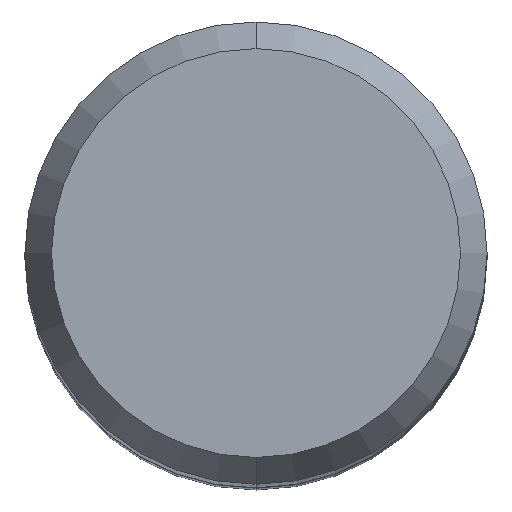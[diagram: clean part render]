
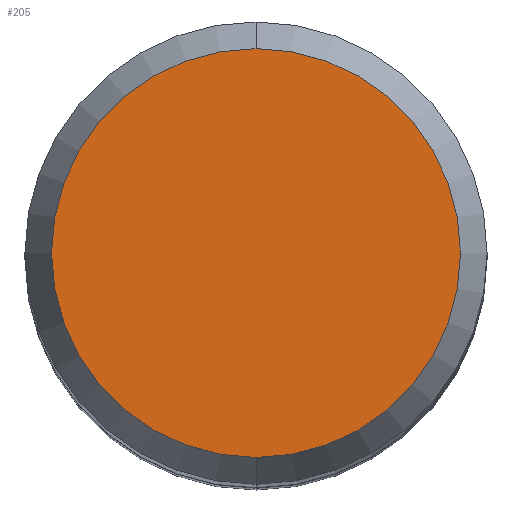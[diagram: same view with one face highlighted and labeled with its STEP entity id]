
A CAD part, top view. The second image highlights one B-rep face of the part: STEP entity #205.
In plain terms, the highlighted planar face has unit normal (0, 0, 1).
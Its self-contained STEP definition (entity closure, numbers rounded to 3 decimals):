
#205=ADVANCED_FACE('',(#564),#565,.T.);
#239=VERTEX_POINT('',#604);
#277=EDGE_CURVE('',#435,#239,#647,.T.);
#415=EDGE_CURVE('',#239,#435,#802,.T.);
#435=VERTEX_POINT('',#824);
#564=FACE_OUTER_BOUND('',#955,.T.);
#565=PLANE('',#956);
#604=CARTESIAN_POINT('',(0.0,4.423,0.0));
#647=CIRCLE('',#1162,4.423);
#802=CIRCLE('',#1423,4.423);
#824=CARTESIAN_POINT('',(0.,-4.423,0.0));
#955=EDGE_LOOP('',(#1697,#1698));
#956=AXIS2_PLACEMENT_3D('',#1699,#1700,#1701);
#1162=AXIS2_PLACEMENT_3D('',#1813,#1814,#1815);
#1423=AXIS2_PLACEMENT_3D('',#1996,#1997,#1998);
#1697=ORIENTED_EDGE('',*,*,#415,.F.);
#1698=ORIENTED_EDGE('',*,*,#277,.F.);
#1699=CARTESIAN_POINT('',(0.0,2.211,0.0));
#1700=DIRECTION('',(-0.0,0.0,1.0));
#1701=DIRECTION('',(0.0,-1.0,0.0));
#1813=CARTESIAN_POINT('',(0.0,0.0,0.0));
#1814=DIRECTION('',(0.0,0.0,-1.0));
#1815=DIRECTION('',(0.0,1.0,0.0));
#1996=CARTESIAN_POINT('',(0.0,0.0,0.0));
#1997=DIRECTION('',(0.0,0.0,-1.0));
#1998=DIRECTION('',(0.0,1.0,0.0));
